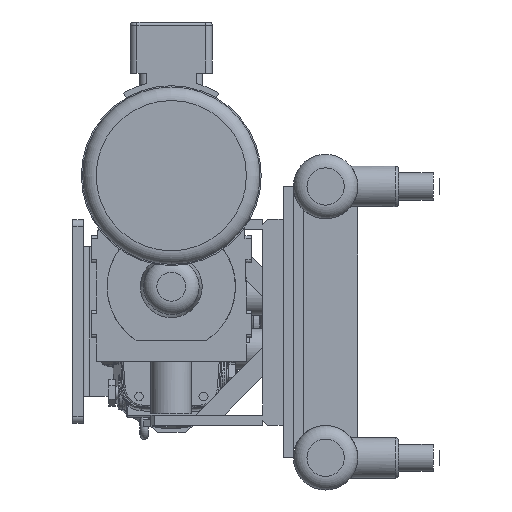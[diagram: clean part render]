
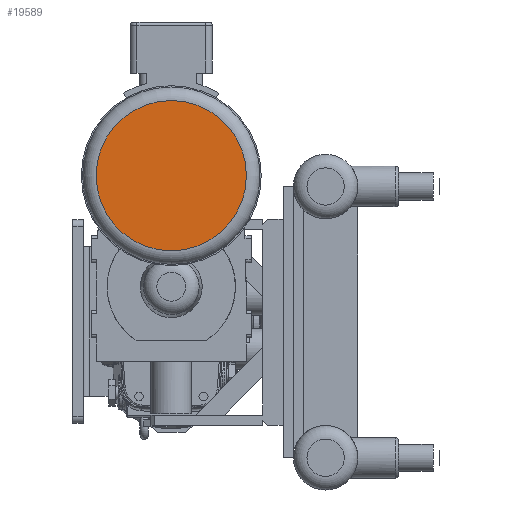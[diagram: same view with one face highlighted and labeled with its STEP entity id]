
A CAD part, left-side view. The second image highlights one B-rep face of the part: STEP entity #19589.
In plain terms, the highlighted planar face has unit normal (-1, 0, 0).
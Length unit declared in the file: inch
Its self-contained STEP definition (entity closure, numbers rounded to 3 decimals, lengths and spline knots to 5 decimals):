
#633=CIRCLE('',#20821,2.77);
#634=CIRCLE('',#20822,2.77);
#1919=PLANE('',#20824);
#2532=FACE_OUTER_BOUND('',#3715,.T.);
#3715=EDGE_LOOP('',(#14154,#14155));
#8514=VERTEX_POINT('',#30368);
#8515=VERTEX_POINT('',#30370);
#10644=EDGE_CURVE('',#8514,#8515,#633,.T.);
#10645=EDGE_CURVE('',#8515,#8514,#634,.T.);
#14154=ORIENTED_EDGE('',*,*,#10645,.F.);
#14155=ORIENTED_EDGE('',*,*,#10644,.F.);
#19589=ADVANCED_FACE('',(#2532),#1919,.T.);
#20821=AXIS2_PLACEMENT_3D('',#30371,#23608,#23609);
#20822=AXIS2_PLACEMENT_3D('',#30372,#23610,#23611);
#20824=AXIS2_PLACEMENT_3D('',#30374,#23614,#23615);
#23608=DIRECTION('center_axis',(1.,0.,0.));
#23609=DIRECTION('ref_axis',(0.,0.,
1.));
#23610=DIRECTION('center_axis',(1.,0.,0.));
#23611=DIRECTION('ref_axis',(0.,0.,
1.));
#23614=DIRECTION('center_axis',(-1.,0.,0.));
#23615=DIRECTION('ref_axis',(0.,1.,0.));
#30368=CARTESIAN_POINT('',(-30.432,2.77,5.375));
#30370=CARTESIAN_POINT('',(-30.432,0.,2.605));
#30371=CARTESIAN_POINT('Origin',(-30.432,0.,5.375));
#30372=CARTESIAN_POINT('Origin',(-30.432,0.,5.375));
#30374=CARTESIAN_POINT('Origin',(-30.432,0.,2.105));
